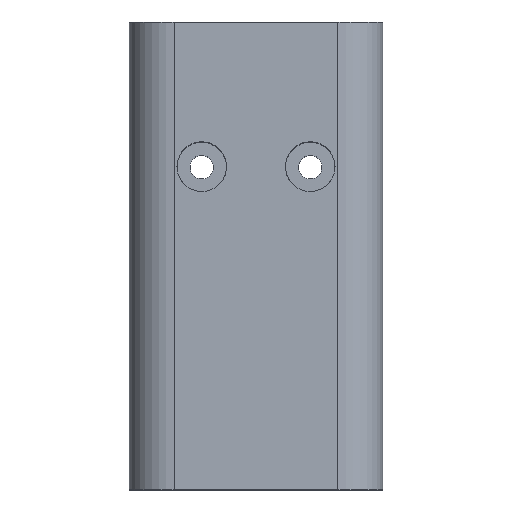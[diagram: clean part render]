
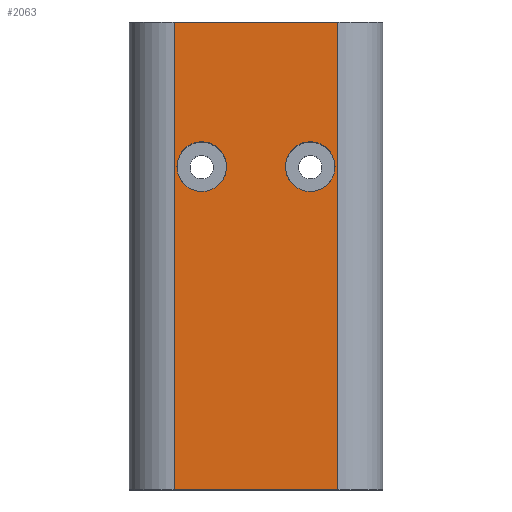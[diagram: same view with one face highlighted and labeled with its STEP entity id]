
A CAD part, top view. The second image highlights one B-rep face of the part: STEP entity #2063.
In plain terms, the highlighted planar face has unit normal (0, 0, 1).
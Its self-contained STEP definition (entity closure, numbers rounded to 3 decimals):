
#28 = DIRECTION ( 'NONE',  ( 0., -1., 0. ) ) ;
#44 = FACE_BOUND ( 'NONE', #1552, .T. ) ;
#60 = LINE ( 'NONE', #2625, #278 ) ;
#88 = DIRECTION ( 'NONE',  ( 1., 0., 0. ) ) ;
#105 = CARTESIAN_POINT ( 'NONE',  ( 18.25, 32.75, 12. ) ) ;
#117 = DIRECTION ( 'NONE',  ( -1., 0., 0. ) ) ;
#205 = ORIENTED_EDGE ( 'NONE', *, *, #666, .T. ) ;
#235 = VECTOR ( 'NONE', #2673, 1000. ) ;
#278 = VECTOR ( 'NONE', #88, 1000. ) ;
#309 = AXIS2_PLACEMENT_3D ( 'NONE', #1339, #2006, #645 ) ;
#332 = AXIS2_PLACEMENT_3D ( 'NONE', #2343, #2599, #521 ) ;
#474 = VERTEX_POINT ( 'NONE', #2854 ) ;
#484 = ORIENTED_EDGE ( 'NONE', *, *, #2092, .F. ) ;
#521 = DIRECTION ( 'NONE',  ( -1., 0., 0. ) ) ;
#604 = CARTESIAN_POINT ( 'NONE',  ( 21., 32.75, 12. ) ) ;
#607 = CIRCLE ( 'NONE', #309, 2.75 ) ;
#623 = VERTEX_POINT ( 'NONE', #2442 ) ;
#642 = CARTESIAN_POINT ( 'NONE',  ( 24.05, -2.99, 12. ) ) ;
#644 = ORIENTED_EDGE ( 'NONE', *, *, #1838, .T. ) ;
#645 = DIRECTION ( 'NONE',  ( -1., 0., 0. ) ) ;
#666 = EDGE_CURVE ( 'NONE', #1248, #1783, #1878, .T. ) ;
#944 = CARTESIAN_POINT ( 'NONE',  ( 11.75, 32.75, 12. ) ) ;
#954 = VECTOR ( 'NONE', #2490, 1000. ) ;
#1095 = VERTEX_POINT ( 'NONE', #1578 ) ;
#1113 = EDGE_CURVE ( 'NONE', #1095, #2242, #2965, .T. ) ;
#1141 = ORIENTED_EDGE ( 'NONE', *, *, #1113, .F. ) ;
#1192 = DIRECTION ( 'NONE',  ( 1., 0., 0. ) ) ;
#1248 = VERTEX_POINT ( 'NONE', #2812 ) ;
#1339 = CARTESIAN_POINT ( 'NONE',  ( 21., 32.75, 12. ) ) ;
#1396 = EDGE_CURVE ( 'NONE', #1858, #623, #2708, .T. ) ;
#1438 = FACE_OUTER_BOUND ( 'NONE', #1652, .T. ) ;
#1452 = DIRECTION ( 'NONE',  ( 0., 0., 1. ) ) ;
#1552 = EDGE_LOOP ( 'NONE', ( #205, #2058 ) ) ;
#1578 = CARTESIAN_POINT ( 'NONE',  ( 24.05, -2.99, 12. ) ) ;
#1619 = EDGE_CURVE ( 'NONE', #623, #1858, #607, .T. ) ;
#1652 = EDGE_LOOP ( 'NONE', ( #484, #644, #1141, #1803 ) ) ;
#1653 = CARTESIAN_POINT ( 'NONE',  ( 9., 32.75, 12. ) ) ;
#1742 = VERTEX_POINT ( 'NONE', #1850 ) ;
#1743 = CARTESIAN_POINT ( 'NONE',  ( 24.05, 48.75, 12. ) ) ;
#1783 = VERTEX_POINT ( 'NONE', #944 ) ;
#1803 = ORIENTED_EDGE ( 'NONE', *, *, #1994, .T. ) ;
#1814 = AXIS2_PLACEMENT_3D ( 'NONE', #1653, #2580, #2994 ) ;
#1838 = EDGE_CURVE ( 'NONE', #474, #2242, #1874, .T. ) ;
#1840 = EDGE_CURVE ( 'NONE', #1783, #1248, #2548, .T. ) ;
#1850 = CARTESIAN_POINT ( 'NONE',  ( 24.05, 48.75, 12. ) ) ;
#1858 = VERTEX_POINT ( 'NONE', #105 ) ;
#1874 = LINE ( 'NONE', #2565, #2205 ) ;
#1878 = CIRCLE ( 'NONE', #332, 2.75 ) ;
#1947 = DIRECTION ( 'NONE',  ( 0., 0., -1. ) ) ;
#1955 = CARTESIAN_POINT ( 'NONE',  ( 5.95, -2.99, 12. ) ) ;
#1994 = EDGE_CURVE ( 'NONE', #1095, #1742, #2902, .T. ) ;
#2006 = DIRECTION ( 'NONE',  ( 0., 0., -1. ) ) ;
#2058 = ORIENTED_EDGE ( 'NONE', *, *, #1840, .T. ) ;
#2063 = ADVANCED_FACE ( 'NONE', ( #2164, #44, #1438 ), #2610, .T. ) ;
#2092 = EDGE_CURVE ( 'NONE', #474, #1742, #60, .T. ) ;
#2164 = FACE_BOUND ( 'NONE', #2323, .T. ) ;
#2205 = VECTOR ( 'NONE', #28, 1000. ) ;
#2242 = VERTEX_POINT ( 'NONE', #1955 ) ;
#2272 = AXIS2_PLACEMENT_3D ( 'NONE', #2383, #1452, #1192 ) ;
#2321 = AXIS2_PLACEMENT_3D ( 'NONE', #604, #1947, #117 ) ;
#2323 = EDGE_LOOP ( 'NONE', ( #2809, #2945 ) ) ;
#2343 = CARTESIAN_POINT ( 'NONE',  ( 9., 32.75, 12. ) ) ;
#2383 = CARTESIAN_POINT ( 'NONE',  ( 0., 0., 12. ) ) ;
#2442 = CARTESIAN_POINT ( 'NONE',  ( 23.75, 32.75, 12. ) ) ;
#2490 = DIRECTION ( 'NONE',  ( -1., 0., 0. ) ) ;
#2548 = CIRCLE ( 'NONE', #1814, 2.75 ) ;
#2565 = CARTESIAN_POINT ( 'NONE',  ( 5.95, 0., 12. ) ) ;
#2580 = DIRECTION ( 'NONE',  ( 0., 0., -1. ) ) ;
#2599 = DIRECTION ( 'NONE',  ( 0., 0., -1. ) ) ;
#2610 = PLANE ( 'NONE',  #2272 ) ;
#2625 = CARTESIAN_POINT ( 'NONE',  ( 0., 48.75, 12. ) ) ;
#2673 = DIRECTION ( 'NONE',  ( 0., 1., 0. ) ) ;
#2708 = CIRCLE ( 'NONE', #2321, 2.75 ) ;
#2809 = ORIENTED_EDGE ( 'NONE', *, *, #1396, .T. ) ;
#2812 = CARTESIAN_POINT ( 'NONE',  ( 6.25, 32.75, 12. ) ) ;
#2854 = CARTESIAN_POINT ( 'NONE',  ( 5.95, 48.75, 12. ) ) ;
#2902 = LINE ( 'NONE', #1743, #235 ) ;
#2945 = ORIENTED_EDGE ( 'NONE', *, *, #1619, .T. ) ;
#2965 = LINE ( 'NONE', #642, #954 ) ;
#2994 = DIRECTION ( 'NONE',  ( -1., 0., 0. ) ) ;
